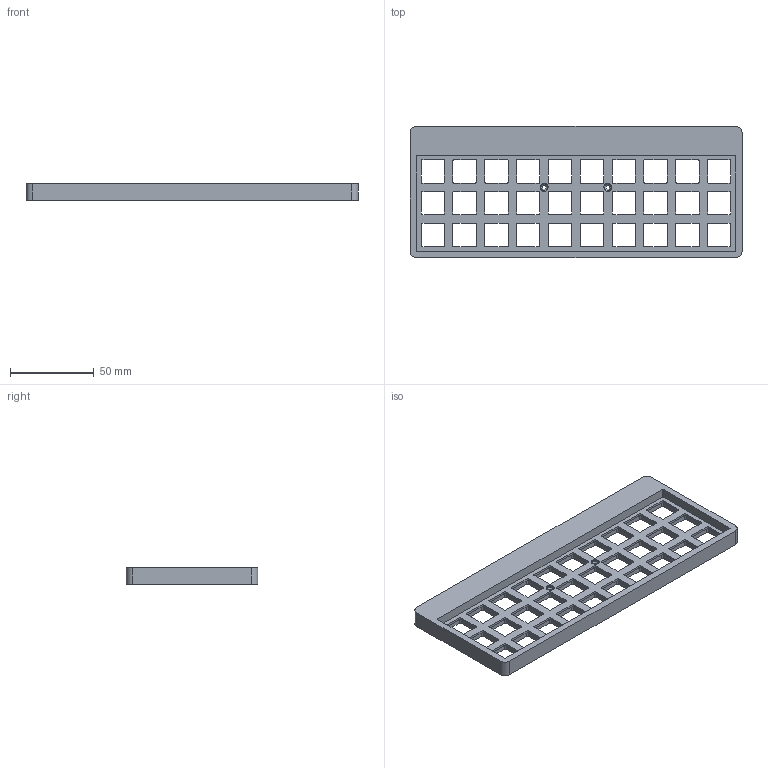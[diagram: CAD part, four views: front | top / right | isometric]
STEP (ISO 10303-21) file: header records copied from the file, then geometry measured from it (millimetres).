
FILE_DESCRIPTION(/* description */ (''),/* implementation_level */ '2;1');
FILE_NAME(/* name */ 'VOID30 Redux - Top - Flat.step',/* time_stamp */ '2023-06-13T13:31:58+03:00',/* author */ (''),/* organization */ (''),/* preprocessor_version */ 'ST-DEVELOPER v19.2',/* originating_system */ 'Autodesk Translation Framework v12.6.0.85',/* authorisation */ '');
FILE_SCHEMA (('AUTOMOTIVE_DESIGN { 1 0 10303 214 3 1 1 }'));
Length unit declared in the file: millimetre
Products named in the file (1): VOID30 Redux
Bounding box: 198.75 x 78.8 x 10 mm (x, y, z)
Volume: 63493 mm3; surface area: 38582.2 mm2
Topology: 1 solids, 1 shells, 565 faces, 1568 edges, 1044 vertices
Faces by surface type: plane 297, cylinder 264, torus 2, cone 2
Full cylindrical faces by diameter (mm): 2.4 x2, 3.5 x4, 4 x2
Entity records: 18354 total; most frequent: DIRECTION 3234, CARTESIAN_POINT 3178, ORIENTED_EDGE 3136, EDGE_CURVE 1568, AXIS2_PLACEMENT_3D 1100, VERTEX_POINT 1044, LINE 1034, VECTOR 1034
